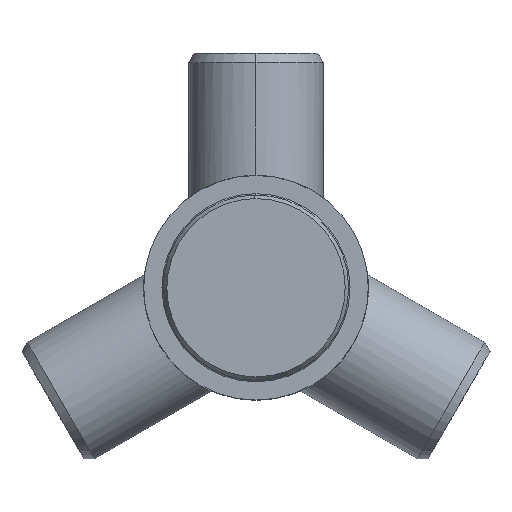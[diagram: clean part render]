
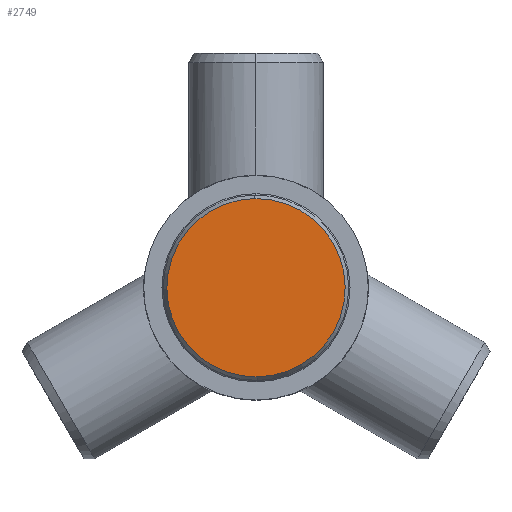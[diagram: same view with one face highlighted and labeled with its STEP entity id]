
A CAD part, top view. The second image highlights one B-rep face of the part: STEP entity #2749.
In plain terms, the highlighted planar face has unit normal (0, 0, 1).
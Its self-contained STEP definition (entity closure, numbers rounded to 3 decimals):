
#210 = EDGE_CURVE ( 'NONE', #763, #1422, #2868, .T. ) ;
#398 = EDGE_LOOP ( 'NONE', ( #5091, #1532 ) ) ;
#608 = DIRECTION ( 'NONE',  ( 0., 0., 1. ) ) ;
#763 = VERTEX_POINT ( 'NONE', #6524 ) ;
#1106 = AXIS2_PLACEMENT_3D ( 'NONE', #4187, #3496, #6462 ) ;
#1422 = VERTEX_POINT ( 'NONE', #8573 ) ;
#1532 = ORIENTED_EDGE ( 'NONE', *, *, #4004, .T. ) ;
#2201 = FACE_OUTER_BOUND ( 'NONE', #398, .T. ) ;
#2749 = ADVANCED_FACE ( 'NONE', ( #2201 ), #3140, .T. ) ;
#2868 = CIRCLE ( 'NONE', #8404, 14.604 ) ;
#3140 = PLANE ( 'NONE',  #8562 ) ;
#3496 = DIRECTION ( 'NONE',  ( 0., 0., 1. ) ) ;
#4004 = EDGE_CURVE ( 'NONE', #1422, #763, #4375, .T. ) ;
#4187 = CARTESIAN_POINT ( 'NONE',  ( 0., 0., 0. ) ) ;
#4375 = CIRCLE ( 'NONE', #1106, 14.604 ) ;
#4413 = DIRECTION ( 'NONE',  ( 0., -1., 0. ) ) ;
#5067 = CARTESIAN_POINT ( 'NONE',  ( 0., 0., 0. ) ) ;
#5091 = ORIENTED_EDGE ( 'NONE', *, *, #210, .T. ) ;
#5313 = DIRECTION ( 'NONE',  ( 0., 0., 1. ) ) ;
#6150 = DIRECTION ( 'NONE',  ( 0., -1., 0. ) ) ;
#6462 = DIRECTION ( 'NONE',  ( 0., -1., 0. ) ) ;
#6524 = CARTESIAN_POINT ( 'NONE',  ( 0., 14.604, 0. ) ) ;
#7496 = CARTESIAN_POINT ( 'NONE',  ( 0., 0., 0. ) ) ;
#8404 = AXIS2_PLACEMENT_3D ( 'NONE', #5067, #608, #4413 ) ;
#8562 = AXIS2_PLACEMENT_3D ( 'NONE', #7496, #5313, #6150 ) ;
#8573 = CARTESIAN_POINT ( 'NONE',  ( 0., -14.604, 0. ) ) ;
